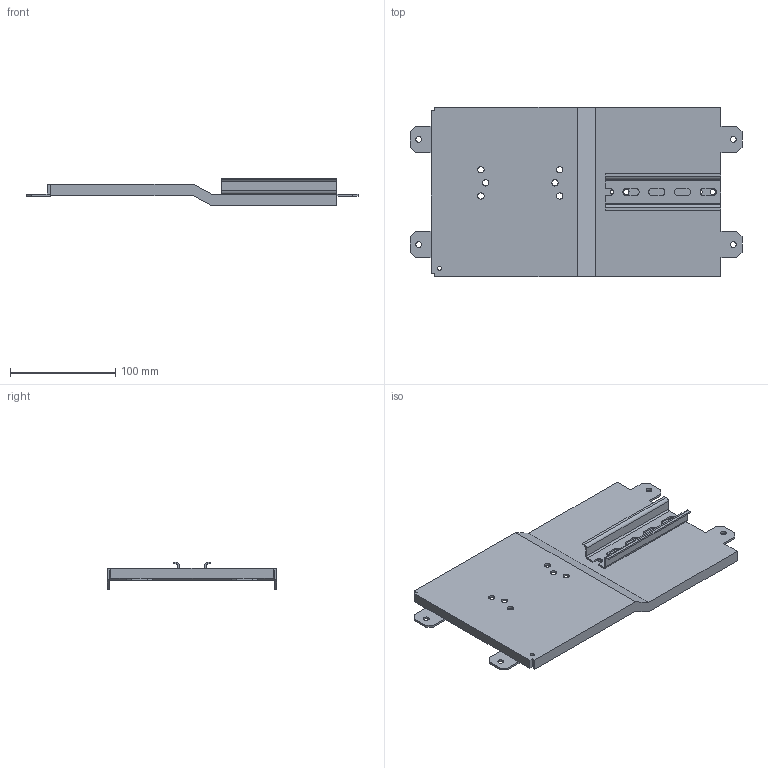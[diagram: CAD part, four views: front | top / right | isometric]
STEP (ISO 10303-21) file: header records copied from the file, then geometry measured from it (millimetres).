
FILE_DESCRIPTION((''),'2;1');
FILE_NAME('PM_1-4_K00_M_ASM','2023-02-10T10:32:06',('klemen.sitar'),('Audax d.o.o.'),'CREO PARAMETRIC BY PTC INC, 2021304','CREO PARAMETRIC BY PTC INC, 2021304','');
FILE_SCHEMA(('AP242_MANAGED_MODEL_BASED_3D_ENGINEERING_MIM_LF { 1 0 10303 442 1 1 4 }'));
Length unit declared in the file: millimetre
Products named in the file (3): PRT0012; OPEN_CASCADE_STEP_TRANSLAT-8067; PM_1-4_K00_M_ASM
Assembly tree (2 placements, depth 2):
  PM_1-4_K00_M_ASM
    PRT0012
    OPEN_CASCADE_STEP_TRANSLAT-8067
Bounding box: 316 x 161.4 x 26 mm (x, y, z)
Volume: 115694.6 mm3; surface area: 120653 mm2
Topology: 2 solids, 2 shells, 125 faces, 375 edges, 254 vertices
Faces by surface type: plane 78, cylinder 47
Entity records: 6836 total; most frequent: CARTESIAN_POINT 766, ORIENTED_EDGE 750, DIRECTION 747, PRESENTATION_STYLE_ASSIGNMENT 502, STYLED_ITEM 502, CURVE_STYLE 375, EDGE_CURVE 375, VECTOR 263
